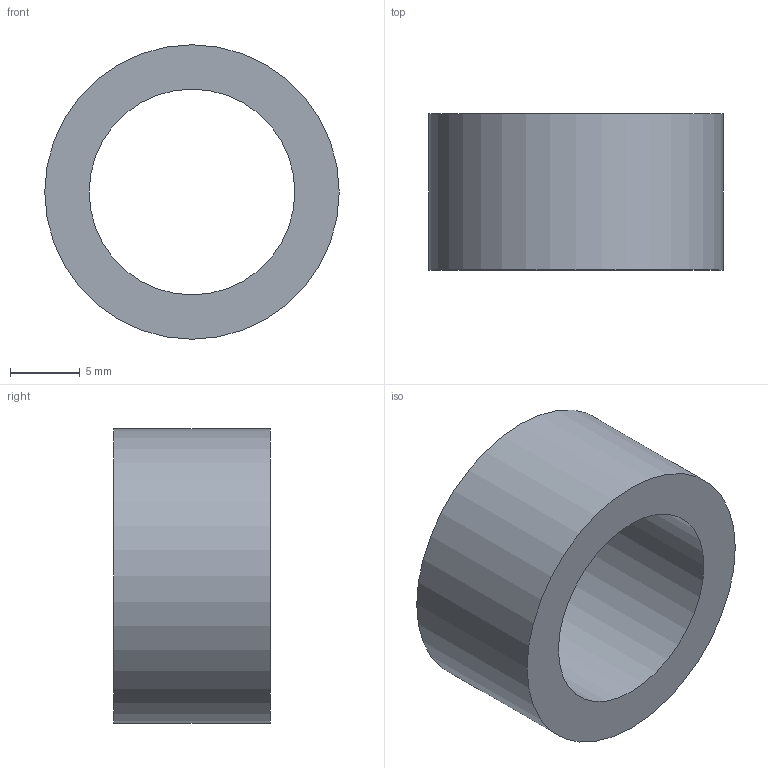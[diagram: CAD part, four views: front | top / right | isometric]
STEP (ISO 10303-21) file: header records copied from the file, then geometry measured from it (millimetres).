
FILE_DESCRIPTION(/* description */ (''),/* implementation_level */ '2;1');
FILE_NAME(/* name */ 'CL-S-002.stp',/* time_stamp */ '2025-03-01T11:26:21-05:00',/* author */ ('slick'),/* organization */ (''),/* preprocessor_version */ 'ST-DEVELOPER v19.2',/* originating_system */ 'Autodesk Inventor 2023',/* authorisation */ '');
FILE_SCHEMA (('AUTOMOTIVE_DESIGN { 1 0 10303 214 3 1 1 }'));
Length unit declared in the file: inch
Products named in the file (1): CL-S-002
Bounding box: 21.08 x 11.18 x 21.08 mm (x, y, z)
Volume: 1996.2 mm3; surface area: 1614.7 mm2
Topology: 1 solids, 1 shells, 4 faces, 6 edges, 4 vertices
Faces by surface type: plane 2, cylinder 2
Full cylindrical faces by diameter (mm): 14.732 x1, 21.082 x1
Entity records: 143 total; most frequent: DIRECTION 20, CARTESIAN_POINT 15, ORIENTED_EDGE 12, AXIS2_PLACEMENT_3D 9, EDGE_LOOP 6, EDGE_CURVE 6, FACE_OUTER_BOUND 4, CIRCLE 4
